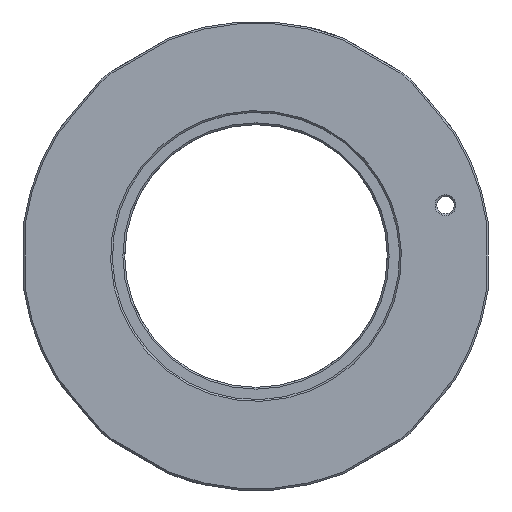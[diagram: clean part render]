
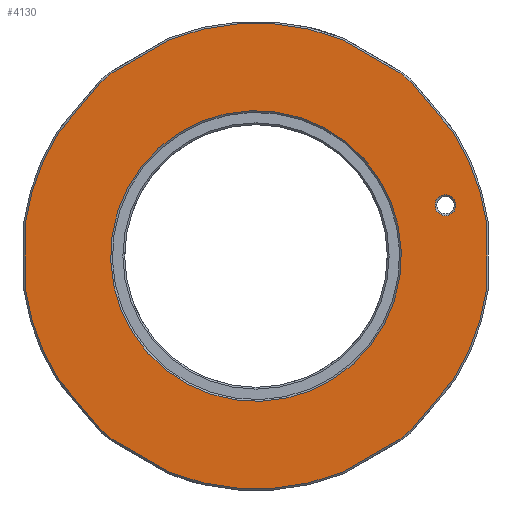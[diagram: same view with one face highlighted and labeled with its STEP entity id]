
A CAD part, front view. The second image highlights one B-rep face of the part: STEP entity #4130.
In plain terms, the highlighted planar face has unit normal (0, -1, 0).
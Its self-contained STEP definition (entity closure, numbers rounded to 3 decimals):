
#158=LINE('',#6249,#312);
#159=LINE('',#6253,#313);
#160=LINE('',#6257,#314);
#161=LINE('',#6261,#315);
#162=LINE('',#6265,#316);
#163=LINE('',#6269,#317);
#164=LINE('',#6273,#318);
#165=LINE('',#6277,#319);
#166=LINE('',#6281,#320);
#167=LINE('',#6285,#321);
#312=VECTOR('',#5103,10.);
#313=VECTOR('',#5106,10.);
#314=VECTOR('',#5109,10.);
#315=VECTOR('',#5112,10.);
#316=VECTOR('',#5115,10.);
#317=VECTOR('',#5118,10.);
#318=VECTOR('',#5121,10.);
#319=VECTOR('',#5124,10.);
#320=VECTOR('',#5127,10.);
#321=VECTOR('',#5130,10.);
#533=PLANE('',#4473);
#705=FACE_BOUND('',#1210,.T.);
#706=FACE_BOUND('',#1211,.T.);
#875=FACE_OUTER_BOUND('',#1209,.T.);
#1209=EDGE_LOOP('',(#2774,#2775,#2776,#2777,#2778,#2779,#2780,#2781,#2782,
#2783,#2784,#2785,#2786,#2787,#2788,#2789,#2790,#2791,#2792,#2793));
#1210=EDGE_LOOP('',(#2794));
#1211=EDGE_LOOP('',(#2795));
#1608=CIRCLE('',#4470,3.);
#1610=CIRCLE('',#4474,66.5);
#1611=CIRCLE('',#4475,66.5);
#1612=CIRCLE('',#4476,66.5);
#1613=CIRCLE('',#4477,66.5);
#1614=CIRCLE('',#4478,66.5);
#1615=CIRCLE('',#4479,66.5);
#1616=CIRCLE('',#4480,66.5);
#1617=CIRCLE('',#4481,66.5);
#1618=CIRCLE('',#4482,66.5);
#1619=CIRCLE('',#4483,66.5);
#1620=CIRCLE('',#4484,41.5);
#1833=VERTEX_POINT('',#6241);
#1835=VERTEX_POINT('',#6247);
#1836=VERTEX_POINT('',#6248);
#1837=VERTEX_POINT('',#6250);
#1838=VERTEX_POINT('',#6252);
#1839=VERTEX_POINT('',#6254);
#1840=VERTEX_POINT('',#6256);
#1841=VERTEX_POINT('',#6258);
#1842=VERTEX_POINT('',#6260);
#1843=VERTEX_POINT('',#6262);
#1844=VERTEX_POINT('',#6264);
#1845=VERTEX_POINT('',#6266);
#1846=VERTEX_POINT('',#6268);
#1847=VERTEX_POINT('',#6270);
#1848=VERTEX_POINT('',#6272);
#1849=VERTEX_POINT('',#6274);
#1850=VERTEX_POINT('',#6276);
#1851=VERTEX_POINT('',#6278);
#1852=VERTEX_POINT('',#6280);
#1853=VERTEX_POINT('',#6282);
#1854=VERTEX_POINT('',#6284);
#1855=VERTEX_POINT('',#6287);
#2210=EDGE_CURVE('',#1833,#1833,#1608,.T.);
#2212=EDGE_CURVE('',#1835,#1836,#158,.T.);
#2213=EDGE_CURVE('',#1837,#1835,#1610,.T.);
#2214=EDGE_CURVE('',#1838,#1837,#159,.T.);
#2215=EDGE_CURVE('',#1839,#1838,#1611,.T.);
#2216=EDGE_CURVE('',#1840,#1839,#160,.T.);
#2217=EDGE_CURVE('',#1841,#1840,#1612,.T.);
#2218=EDGE_CURVE('',#1842,#1841,#161,.T.);
#2219=EDGE_CURVE('',#1843,#1842,#1613,.T.);
#2220=EDGE_CURVE('',#1844,#1843,#162,.T.);
#2221=EDGE_CURVE('',#1845,#1844,#1614,.T.);
#2222=EDGE_CURVE('',#1846,#1845,#163,.T.);
#2223=EDGE_CURVE('',#1847,#1846,#1615,.T.);
#2224=EDGE_CURVE('',#1848,#1847,#164,.T.);
#2225=EDGE_CURVE('',#1849,#1848,#1616,.T.);
#2226=EDGE_CURVE('',#1850,#1849,#165,.T.);
#2227=EDGE_CURVE('',#1851,#1850,#1617,.T.);
#2228=EDGE_CURVE('',#1852,#1851,#166,.T.);
#2229=EDGE_CURVE('',#1853,#1852,#1618,.T.);
#2230=EDGE_CURVE('',#1854,#1853,#167,.T.);
#2231=EDGE_CURVE('',#1836,#1854,#1619,.T.);
#2232=EDGE_CURVE('',#1855,#1855,#1620,.T.);
#2774=ORIENTED_EDGE('',*,*,#2212,.F.);
#2775=ORIENTED_EDGE('',*,*,#2213,.F.);
#2776=ORIENTED_EDGE('',*,*,#2214,.F.);
#2777=ORIENTED_EDGE('',*,*,#2215,.F.);
#2778=ORIENTED_EDGE('',*,*,#2216,.F.);
#2779=ORIENTED_EDGE('',*,*,#2217,.F.);
#2780=ORIENTED_EDGE('',*,*,#2218,.F.);
#2781=ORIENTED_EDGE('',*,*,#2219,.F.);
#2782=ORIENTED_EDGE('',*,*,#2220,.F.);
#2783=ORIENTED_EDGE('',*,*,#2221,.F.);
#2784=ORIENTED_EDGE('',*,*,#2222,.F.);
#2785=ORIENTED_EDGE('',*,*,#2223,.F.);
#2786=ORIENTED_EDGE('',*,*,#2224,.F.);
#2787=ORIENTED_EDGE('',*,*,#2225,.F.);
#2788=ORIENTED_EDGE('',*,*,#2226,.F.);
#2789=ORIENTED_EDGE('',*,*,#2227,.F.);
#2790=ORIENTED_EDGE('',*,*,#2228,.F.);
#2791=ORIENTED_EDGE('',*,*,#2229,.F.);
#2792=ORIENTED_EDGE('',*,*,#2230,.F.);
#2793=ORIENTED_EDGE('',*,*,#2231,.F.);
#2794=ORIENTED_EDGE('',*,*,#2232,.F.);
#2795=ORIENTED_EDGE('',*,*,#2210,.F.);
#4130=ADVANCED_FACE('',(#875,#705,#706),#533,.F.);
#4470=AXIS2_PLACEMENT_3D('',#6242,#5095,#5096);
#4473=AXIS2_PLACEMENT_3D('',#6246,#5101,#5102);
#4474=AXIS2_PLACEMENT_3D('',#6251,#5104,#5105);
#4475=AXIS2_PLACEMENT_3D('',#6255,#5107,#5108);
#4476=AXIS2_PLACEMENT_3D('',#6259,#5110,#5111);
#4477=AXIS2_PLACEMENT_3D('',#6263,#5113,#5114);
#4478=AXIS2_PLACEMENT_3D('',#6267,#5116,#5117);
#4479=AXIS2_PLACEMENT_3D('',#6271,#5119,#5120);
#4480=AXIS2_PLACEMENT_3D('',#6275,#5122,#5123);
#4481=AXIS2_PLACEMENT_3D('',#6279,#5125,#5126);
#4482=AXIS2_PLACEMENT_3D('',#6283,#5128,#5129);
#4483=AXIS2_PLACEMENT_3D('',#6286,#5131,#5132);
#4484=AXIS2_PLACEMENT_3D('',#6288,#5133,#5134);
#5095=DIRECTION('center_axis',(0.,-1.,0.));
#5096=DIRECTION('ref_axis',(0.966,0.,0.259));
#5101=DIRECTION('center_axis',(0.,1.,0.));
#5102=DIRECTION('ref_axis',(0.,0.,1.));
#5103=DIRECTION('',(-0.643,0.,0.766));
#5104=DIRECTION('center_axis',(0.,1.,0.));
#5105=DIRECTION('ref_axis',(-0.99,0.,0.141));
#5106=DIRECTION('',(-0.866,0.,0.5));
#5107=DIRECTION('center_axis',(0.,1.,0.));
#5108=DIRECTION('ref_axis',(0.99,0.,-0.141));
#5109=DIRECTION('',(-0.866,0.,-0.5));
#5110=DIRECTION('center_axis',(0.,1.,0.));
#5111=DIRECTION('ref_axis',(0.99,0.,-0.141));
#5112=DIRECTION('',(-0.643,0.,-0.766));
#5113=DIRECTION('center_axis',(0.,1.,0.));
#5114=DIRECTION('ref_axis',(0.99,0.,-0.141));
#5115=DIRECTION('',(0.,0.,-1.));
#5116=DIRECTION('center_axis',(0.,1.,0.));
#5117=DIRECTION('ref_axis',(0.99,0.,-0.141));
#5118=DIRECTION('',(0.643,0.,-0.766));
#5119=DIRECTION('center_axis',(0.,1.,0.));
#5120=DIRECTION('ref_axis',(0.99,0.,-0.141));
#5121=DIRECTION('',(0.866,0.,-0.5));
#5122=DIRECTION('center_axis',(0.,1.,0.));
#5123=DIRECTION('ref_axis',(-0.99,0.,0.141));
#5124=DIRECTION('',(0.866,0.,0.5));
#5125=DIRECTION('center_axis',(0.,1.,0.));
#5126=DIRECTION('ref_axis',(-0.99,0.,0.141));
#5127=DIRECTION('',(0.643,0.,0.766));
#5128=DIRECTION('center_axis',(0.,1.,0.));
#5129=DIRECTION('ref_axis',(-0.99,0.,0.141));
#5130=DIRECTION('',(0.,0.,1.));
#5131=DIRECTION('center_axis',(0.,1.,0.));
#5132=DIRECTION('ref_axis',(-0.99,0.,0.141));
#5133=DIRECTION('center_axis',(0.,-1.,0.));
#5134=DIRECTION('ref_axis',(-0.99,0.,0.141));
#6241=CARTESIAN_POINT('',(51.194,-23.005,13.717));
#6242=CARTESIAN_POINT('Origin',(54.092,-23.005,14.494));
#6246=CARTESIAN_POINT('Origin',(-66.,-23.005,0.));
#6247=CARTESIAN_POINT('',(-44.34,-23.005,-49.56));
#6248=CARTESIAN_POINT('',(-56.507,-23.005,-35.06));
#6249=CARTESIAN_POINT('',(-67.111,-23.005,-22.422));
#6250=CARTESIAN_POINT('',(-41.108,-23.005,-52.272));
#6251=CARTESIAN_POINT('Origin',(0.,-23.005,
0.));
#6252=CARTESIAN_POINT('',(-24.715,-23.005,-61.737));
#6253=CARTESIAN_POINT('',(-61.775,-23.005,-40.34));
#6254=CARTESIAN_POINT('',(24.715,-23.005,-61.737));
#6255=CARTESIAN_POINT('Origin',(0.,-23.005,
0.));
#6256=CARTESIAN_POINT('',(41.108,-23.005,-52.272));
#6257=CARTESIAN_POINT('',(4.048,-23.005,-73.669));
#6258=CARTESIAN_POINT('',(44.34,-23.005,-49.56));
#6259=CARTESIAN_POINT('Origin',(0.,-23.005,
0.));
#6260=CARTESIAN_POINT('',(56.507,-23.005,-35.06));
#6261=CARTESIAN_POINT('',(36.789,-23.005,-58.56));
#6262=CARTESIAN_POINT('',(65.823,-23.005,-9.464));
#6263=CARTESIAN_POINT('Origin',(0.,-23.005,
0.));
#6264=CARTESIAN_POINT('',(65.823,-23.005,9.464));
#6265=CARTESIAN_POINT('',(65.823,-23.005,0.));
#6266=CARTESIAN_POINT('',(56.507,-23.005,35.06));
#6267=CARTESIAN_POINT('Origin',(0.,-23.005,
0.));
#6268=CARTESIAN_POINT('',(44.34,-23.005,49.56));
#6269=CARTESIAN_POINT('',(39.842,-23.005,54.921));
#6270=CARTESIAN_POINT('',(41.108,-23.005,52.272));
#6271=CARTESIAN_POINT('Origin',(0.,-23.005,
0.));
#6272=CARTESIAN_POINT('',(24.715,-23.005,61.737));
#6273=CARTESIAN_POINT('',(12.275,-23.005,68.919));
#6274=CARTESIAN_POINT('',(-24.715,-23.005,61.737));
#6275=CARTESIAN_POINT('Origin',(0.,-23.005,
0.));
#6276=CARTESIAN_POINT('',(-41.108,-23.005,52.272));
#6277=CARTESIAN_POINT('',(-53.548,-23.005,45.09));
#6278=CARTESIAN_POINT('',(-44.34,-23.005,49.56));
#6279=CARTESIAN_POINT('Origin',(0.,-23.005,
0.));
#6280=CARTESIAN_POINT('',(-56.507,-23.005,35.06));
#6281=CARTESIAN_POINT('',(-61.005,-23.005,29.7));
#6282=CARTESIAN_POINT('',(-65.823,-23.005,9.464));
#6283=CARTESIAN_POINT('Origin',(0.,-23.005,
0.));
#6284=CARTESIAN_POINT('',(-65.823,-23.005,-9.464));
#6285=CARTESIAN_POINT('',(-65.823,-23.005,4.75));
#6286=CARTESIAN_POINT('Origin',(0.,-23.005,
0.));
#6287=CARTESIAN_POINT('',(41.085,-23.005,-5.852));
#6288=CARTESIAN_POINT('Origin',(0.,-23.005,
0.));
